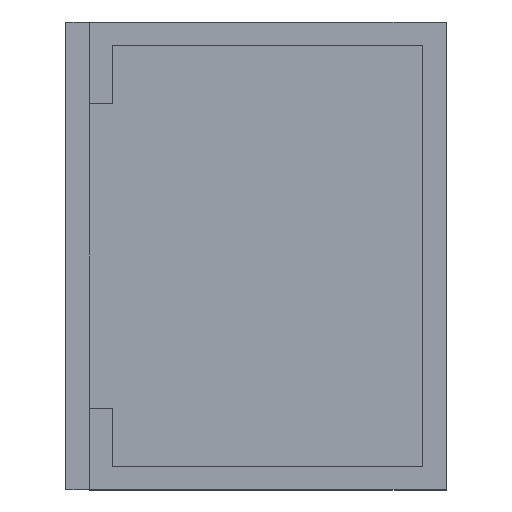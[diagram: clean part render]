
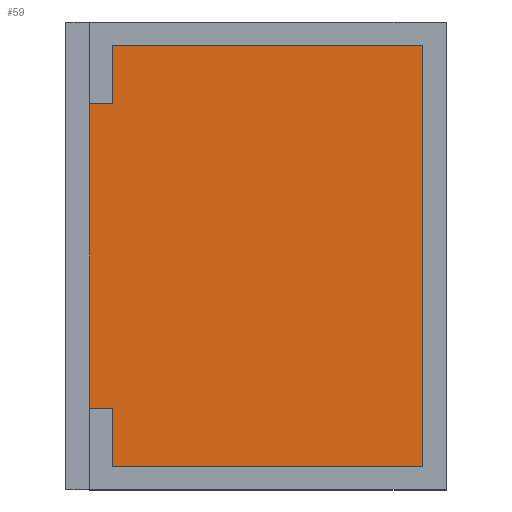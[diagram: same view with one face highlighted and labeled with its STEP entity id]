
A CAD part, left-side view. The second image highlights one B-rep face of the part: STEP entity #59.
In plain terms, the highlighted planar face has unit normal (-1, 0, 0).
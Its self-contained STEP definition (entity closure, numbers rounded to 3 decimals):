
#59=ADVANCED_FACE('NONE',(#142),#143,.T.);
#142=FACE_OUTER_BOUND('',#246,.T.);
#143=PLANE('',#247);
#246=EDGE_LOOP('',(#353,#354,#355,#356,#357,#358,#359,#360));
#247=AXIS2_PLACEMENT_3D('',#361,#362,#363);
#353=ORIENTED_EDGE('',*,*,#659,.F.);
#354=ORIENTED_EDGE('',*,*,#660,.F.);
#355=ORIENTED_EDGE('',*,*,#661,.F.);
#356=ORIENTED_EDGE('',*,*,#654,.F.);
#357=ORIENTED_EDGE('',*,*,#662,.F.);
#358=ORIENTED_EDGE('',*,*,#663,.F.);
#359=ORIENTED_EDGE('',*,*,#664,.F.);
#360=ORIENTED_EDGE('',*,*,#665,.F.);
#361=CARTESIAN_POINT('',(-16.25,-12.5,-20.0));
#362=DIRECTION('',(-1.0,0.,0.));
#363=DIRECTION('',(0.,1.0,0.0));
#654=EDGE_CURVE('NONE',#780,#782,#783,.T.);
#659=EDGE_CURVE('NONE',#790,#791,#792,.T.);
#660=EDGE_CURVE('NONE',#793,#790,#794,.T.);
#661=EDGE_CURVE('NONE',#782,#793,#795,.T.);
#662=EDGE_CURVE('NONE',#796,#780,#797,.T.);
#663=EDGE_CURVE('NONE',#798,#796,#799,.T.);
#664=EDGE_CURVE('NONE',#800,#798,#801,.T.);
#665=EDGE_CURVE('NONE',#791,#800,#802,.T.);
#780=VERTEX_POINT('NONE',#966);
#782=VERTEX_POINT('NONE',#969);
#783=LINE('',#970,#971);
#790=VERTEX_POINT('NONE',#981);
#791=VERTEX_POINT('NONE',#982);
#792=LINE('',#983,#984);
#793=VERTEX_POINT('NONE',#985);
#794=LINE('',#986,#987);
#795=LINE('',#988,#989);
#796=VERTEX_POINT('NONE',#990);
#797=LINE('',#991,#992);
#798=VERTEX_POINT('NONE',#993);
#799=LINE('',#994,#995);
#800=VERTEX_POINT('NONE',#996);
#801=LINE('',#997,#998);
#802=LINE('',#999,#1000);
#966=CARTESIAN_POINT('',(-16.25,16.0,-13.0));
#969=CARTESIAN_POINT('',(-16.25,16.0,13.0));
#970=CARTESIAN_POINT('',(-16.25,16.0,-13.0));
#971=VECTOR('',#1232,1000.0);
#981=CARTESIAN_POINT('',(-16.25,14.0,18.0));
#982=CARTESIAN_POINT('',(-16.25,-12.5,18.0));
#983=CARTESIAN_POINT('',(-16.25,14.0,18.0));
#984=VECTOR('',#1236,1000.0);
#985=CARTESIAN_POINT('',(-16.25,14.0,13.0));
#986=CARTESIAN_POINT('',(-16.25,14.0,13.0));
#987=VECTOR('',#1237,1000.0);
#988=CARTESIAN_POINT('',(-16.25,16.0,13.0));
#989=VECTOR('',#1238,1000.0);
#990=CARTESIAN_POINT('',(-16.25,14.0,-13.0));
#991=CARTESIAN_POINT('',(-16.25,14.0,-13.0));
#992=VECTOR('',#1239,1000.0);
#993=CARTESIAN_POINT('',(-16.25,14.0,-18.0));
#994=CARTESIAN_POINT('',(-16.25,14.0,-18.0));
#995=VECTOR('',#1240,1000.0);
#996=CARTESIAN_POINT('',(-16.25,-12.5,-18.0));
#997=CARTESIAN_POINT('',(-16.25,-12.5,-18.0));
#998=VECTOR('',#1241,1000.0);
#999=CARTESIAN_POINT('',(-16.25,-12.5,-20.0));
#1000=VECTOR('',#1242,1000.0);
#1232=DIRECTION('',(0.0,0.,1.0));
#1236=DIRECTION('',(0.0,-1.0,0.));
#1237=DIRECTION('',(0.0,0.,1.0));
#1238=DIRECTION('',(0.0,-1.0,0.));
#1239=DIRECTION('',(0.,1.0,0.));
#1240=DIRECTION('',(0.0,0.,1.0));
#1241=DIRECTION('',(0.0,1.0,0.));
#1242=DIRECTION('',(0.0,0.,-1.0));
